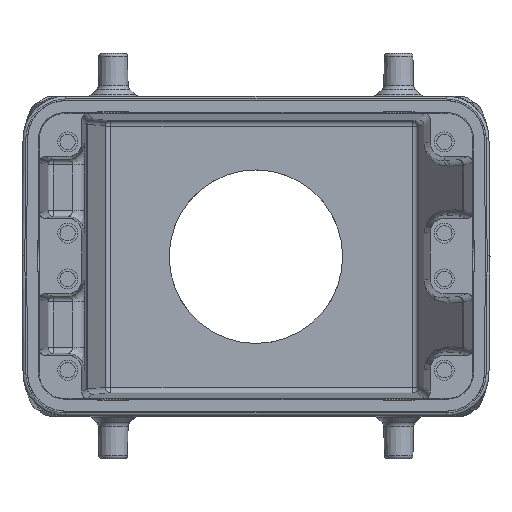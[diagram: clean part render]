
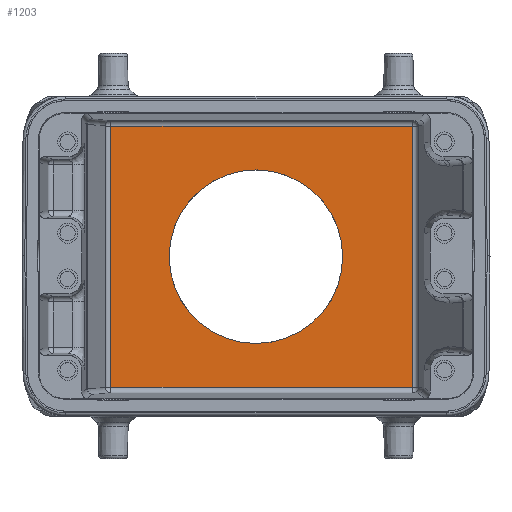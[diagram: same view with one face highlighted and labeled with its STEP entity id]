
A CAD part, top view. The second image highlights one B-rep face of the part: STEP entity #1203.
In plain terms, the highlighted planar face has unit normal (0, 0, 1).
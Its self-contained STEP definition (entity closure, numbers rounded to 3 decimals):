
#84=FACE_BOUND('',#2415,.T.);
#85=FACE_BOUND('',#2416,.T.);
#363=PLANE('',#9445);
#1203=ADVANCED_FACE('',(#84,#85),#363,.T.);
#2415=EDGE_LOOP('',(#4827,#4828));
#2416=EDGE_LOOP('',(#4829,#4830,#4831,#4832));
#2657=CIRCLE('',#9294,15.2);
#2658=CIRCLE('',#9298,15.2);
#4827=ORIENTED_EDGE('',*,*,#7042,.F.);
#4828=ORIENTED_EDGE('',*,*,#7048,.F.);
#4829=ORIENTED_EDGE('',*,*,#7265,.F.);
#4830=ORIENTED_EDGE('',*,*,#7174,.F.);
#4831=ORIENTED_EDGE('',*,*,#7176,.T.);
#4832=ORIENTED_EDGE('',*,*,#7264,.T.);
#5929=VERTEX_POINT('',#15161);
#5932=VERTEX_POINT('',#15179);
#5985=VERTEX_POINT('',#15817);
#6024=VERTEX_POINT('',#15992);
#6025=VERTEX_POINT('',#15996);
#6069=VERTEX_POINT('',#16540);
#7042=EDGE_CURVE('',#5932,#5929,#2657,.T.);
#7048=EDGE_CURVE('',#5929,#5932,#2658,.T.);
#7174=EDGE_CURVE('',#6025,#6024,#8007,.T.);
#7176=EDGE_CURVE('',#6025,#5985,#8008,.T.);
#7264=EDGE_CURVE('',#5985,#6069,#8054,.T.);
#7265=EDGE_CURVE('',#6024,#6069,#8055,.T.);
#8007=LINE('',#15997,#8705);
#8008=LINE('',#16001,#8706);
#8054=LINE('',#16543,#8752);
#8055=LINE('',#16545,#8753);
#8705=VECTOR('',#11154,1.);
#8706=VECTOR('',#11161,1.);
#8752=VECTOR('',#11331,1.);
#8753=VECTOR('',#11334,1.);
#9294=AXIS2_PLACEMENT_3D('',#15180,#10921,#10922);
#9298=AXIS2_PLACEMENT_3D('',#15242,#10929,#10930);
#9445=AXIS2_PLACEMENT_3D('',#16546,#11335,#11336);
#10921=DIRECTION('',(0.,0.,1.));
#10922=DIRECTION('',(1.,0.,0.));
#10929=DIRECTION('',(0.,0.,1.));
#10930=DIRECTION('',(1.,0.,0.));
#11154=DIRECTION('',(0.,1.,0.));
#11161=DIRECTION('',(1.,0.,0.));
#11331=DIRECTION('',(0.,1.,0.));
#11334=DIRECTION('',(1.,0.,0.));
#11335=DIRECTION('',(0.,0.,1.));
#11336=DIRECTION('',(1.,0.,0.));
#15161=CARTESIAN_POINT('',(15.2,0.,-74.86));
#15179=CARTESIAN_POINT('',(-15.2,0.,-74.86));
#15180=CARTESIAN_POINT('',(0.,0.,-74.86));
#15242=CARTESIAN_POINT('',(0.,0.,-74.86));
#15817=CARTESIAN_POINT('',(27.482,-22.891,-74.86));
#15992=CARTESIAN_POINT('',(-25.424,22.891,-74.86));
#15996=CARTESIAN_POINT('',(-25.424,-22.891,-74.86));
#15997=CARTESIAN_POINT('',(-25.424,-22.891,-74.86));
#16001=CARTESIAN_POINT('',(-25.424,-22.891,-74.86));
#16540=CARTESIAN_POINT('',(27.482,22.891,-74.86));
#16543=CARTESIAN_POINT('',(27.482,-22.891,-74.86));
#16545=CARTESIAN_POINT('',(-25.424,22.891,-74.86));
#16546=CARTESIAN_POINT('',(-30.759,-28.,-74.86));
